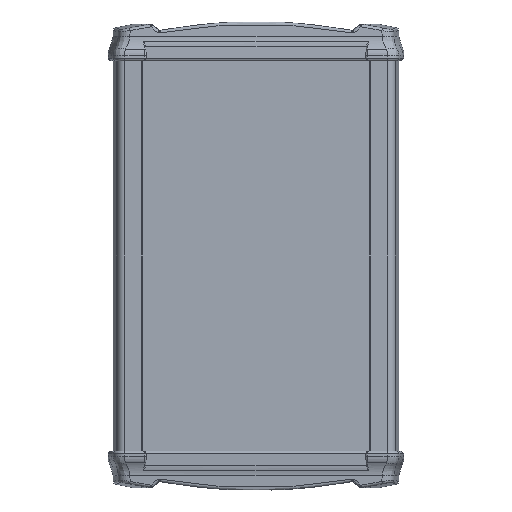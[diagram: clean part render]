
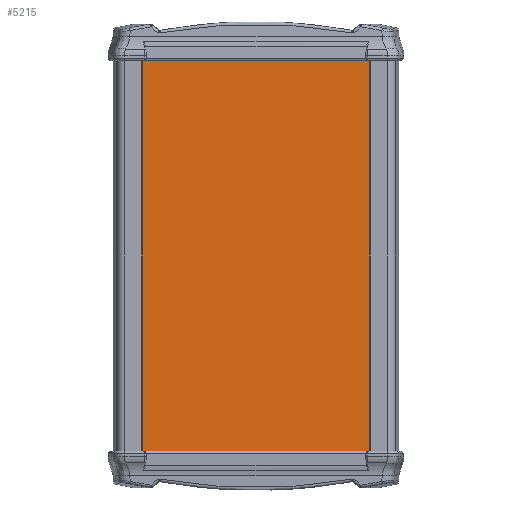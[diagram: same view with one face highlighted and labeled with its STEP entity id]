
A CAD part, front view. The second image highlights one B-rep face of the part: STEP entity #5215.
In plain terms, the highlighted planar face has unit normal (0, -1, 0).
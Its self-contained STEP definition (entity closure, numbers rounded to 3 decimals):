
#5159=CARTESIAN_POINT('',(42.5,-24.5,150.0));
#5160=VERTEX_POINT('',#5159);
#5167=CARTESIAN_POINT('',(42.5,-24.5,0.0));
#5168=VERTEX_POINT('',#5167);
#5169=CARTESIAN_POINT('',(42.5,-24.5,0.0));
#5170=DIRECTION('',(0.0,0.0,1.0));
#5171=VECTOR('',#5170,150.0);
#5172=LINE('',#5169,#5171);
#5173=EDGE_CURVE('',#5168,#5160,#5172,.T.);
#5185=CARTESIAN_POINT('',(42.5,-24.5,0.0));
#5186=DIRECTION('',(0.0,-1.0,0.0));
#5187=DIRECTION('',(0.0,0.0,-1.0));
#5188=AXIS2_PLACEMENT_3D('',#5185,#5186,#5187);
#5189=PLANE('',#5188);
#5190=CARTESIAN_POINT('',(-42.5,-24.5,150.0));
#5191=VERTEX_POINT('',#5190);
#5192=CARTESIAN_POINT('',(42.5,-24.5,150.0));
#5193=DIRECTION('',(-1.0,0.0,0.0));
#5194=VECTOR('',#5193,85.);
#5195=LINE('',#5192,#5194);
#5196=EDGE_CURVE('',#5160,#5191,#5195,.T.);
#5197=ORIENTED_EDGE('',*,*,#5196,.T.);
#5198=CARTESIAN_POINT('',(-42.5,-24.5,0.0));
#5199=VERTEX_POINT('',#5198);
#5200=CARTESIAN_POINT('',(-42.5,-24.5,0.0));
#5201=DIRECTION('',(0.0,0.0,1.0));
#5202=VECTOR('',#5201,150.0);
#5203=LINE('',#5200,#5202);
#5204=EDGE_CURVE('',#5199,#5191,#5203,.T.);
#5205=ORIENTED_EDGE('',*,*,#5204,.F.);
#5206=CARTESIAN_POINT('',(42.5,-24.5,0.0));
#5207=DIRECTION('',(-1.0,0.0,0.0));
#5208=VECTOR('',#5207,85.);
#5209=LINE('',#5206,#5208);
#5210=EDGE_CURVE('',#5168,#5199,#5209,.T.);
#5211=ORIENTED_EDGE('',*,*,#5210,.F.);
#5212=ORIENTED_EDGE('',*,*,#5173,.T.);
#5213=EDGE_LOOP('',(#5197,#5205,#5211,#5212));
#5214=FACE_OUTER_BOUND('',#5213,.T.);
#5215=ADVANCED_FACE('',(#5214),#5189,.T.);
